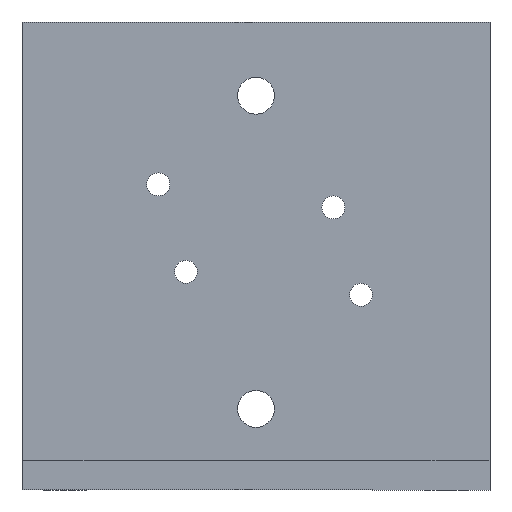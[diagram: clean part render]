
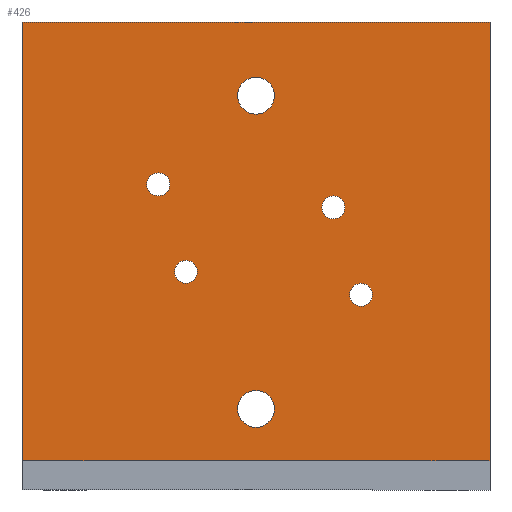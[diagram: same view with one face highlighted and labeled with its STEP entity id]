
A CAD part, left-side view. The second image highlights one B-rep face of the part: STEP entity #426.
In plain terms, the highlighted planar face has unit normal (-1, 0, 0).
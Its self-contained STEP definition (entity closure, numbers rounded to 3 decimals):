
#25=FACE_BOUND('',#87,.T.);
#26=FACE_BOUND('',#88,.T.);
#27=FACE_BOUND('',#89,.T.);
#28=FACE_BOUND('',#90,.T.);
#29=FACE_BOUND('',#91,.T.);
#30=FACE_BOUND('',#92,.T.);
#40=PLANE('',#488);
#58=FACE_OUTER_BOUND('',#86,.T.);
#86=EDGE_LOOP('',(#375,#376,#377,#378));
#87=EDGE_LOOP('',(#379));
#88=EDGE_LOOP('',(#380));
#89=EDGE_LOOP('',(#381));
#90=EDGE_LOOP('',(#382));
#91=EDGE_LOOP('',(#383));
#92=EDGE_LOOP('',(#384));
#111=LINE('',#705,#139);
#123=LINE('',#729,#151);
#125=LINE('',#732,#153);
#126=LINE('',#733,#154);
#139=VECTOR('',#587,10.);
#151=VECTOR('',#607,10.);
#153=VECTOR('',#611,10.);
#154=VECTOR('',#612,10.);
#157=CIRCLE('',#446,1.25);
#160=CIRCLE('',#450,1.25);
#163=CIRCLE('',#454,1.25);
#166=CIRCLE('',#458,1.25);
#181=CIRCLE('',#478,2.);
#184=CIRCLE('',#482,2.);
#187=VERTEX_POINT('',#623);
#190=VERTEX_POINT('',#631);
#193=VERTEX_POINT('',#639);
#196=VERTEX_POINT('',#647);
#211=VERTEX_POINT('',#687);
#214=VERTEX_POINT('',#695);
#217=VERTEX_POINT('',#702);
#218=VERTEX_POINT('',#704);
#225=VERTEX_POINT('',#726);
#226=VERTEX_POINT('',#728);
#230=EDGE_CURVE('',#187,#187,#157,.T.);
#234=EDGE_CURVE('',#190,#190,#160,.T.);
#238=EDGE_CURVE('',#193,#193,#163,.T.);
#242=EDGE_CURVE('',#196,#196,#166,.T.);
#262=EDGE_CURVE('',#211,#211,#181,.T.);
#266=EDGE_CURVE('',#214,#214,#184,.T.);
#269=EDGE_CURVE('',#218,#217,#111,.T.);
#281=EDGE_CURVE('',#226,#225,#123,.T.);
#283=EDGE_CURVE('',#226,#217,#125,.T.);
#284=EDGE_CURVE('',#225,#218,#126,.T.);
#375=ORIENTED_EDGE('',*,*,#269,.T.);
#376=ORIENTED_EDGE('',*,*,#283,.F.);
#377=ORIENTED_EDGE('',*,*,#281,.T.);
#378=ORIENTED_EDGE('',*,*,#284,.T.);
#379=ORIENTED_EDGE('',*,*,#230,.T.);
#380=ORIENTED_EDGE('',*,*,#234,.T.);
#381=ORIENTED_EDGE('',*,*,#238,.T.);
#382=ORIENTED_EDGE('',*,*,#242,.T.);
#383=ORIENTED_EDGE('',*,*,#262,.T.);
#384=ORIENTED_EDGE('',*,*,#266,.T.);
#426=ADVANCED_FACE('',(#58,#25,#26,#27,#28,#29,#30),#40,.T.);
#446=AXIS2_PLACEMENT_3D('',#625,#500,#501);
#450=AXIS2_PLACEMENT_3D('',#633,#509,#510);
#454=AXIS2_PLACEMENT_3D('',#641,#518,#519);
#458=AXIS2_PLACEMENT_3D('',#649,#527,#528);
#478=AXIS2_PLACEMENT_3D('',#689,#572,#573);
#482=AXIS2_PLACEMENT_3D('',#697,#581,#582);
#488=AXIS2_PLACEMENT_3D('',#731,#609,#610);
#500=DIRECTION('center_axis',(1.,0.,0.));
#501=DIRECTION('ref_axis',(0.,1.,0.));
#509=DIRECTION('center_axis',(1.,0.,0.));
#510=DIRECTION('ref_axis',(0.,1.,0.));
#518=DIRECTION('center_axis',(1.,0.,0.));
#519=DIRECTION('ref_axis',(0.,1.,0.));
#527=DIRECTION('center_axis',(1.,0.,0.));
#528=DIRECTION('ref_axis',(0.,1.,0.));
#572=DIRECTION('center_axis',(1.,0.,0.));
#573=DIRECTION('ref_axis',(0.,1.,0.));
#581=DIRECTION('center_axis',(1.,0.,0.));
#582=DIRECTION('ref_axis',(0.,1.,0.));
#587=DIRECTION('',(0.,0.,-1.));
#607=DIRECTION('',(0.,0.,1.));
#609=DIRECTION('center_axis',(-1.,0.,0.));
#610=DIRECTION('ref_axis',(0.,-1.,0.));
#611=DIRECTION('',(0.,1.,0.));
#612=DIRECTION('',(0.,1.,0.));
#623=CARTESIAN_POINT('',(25.825,6.351,23.674));
#625=CARTESIAN_POINT('Origin',(25.825,7.601,23.674));
#631=CARTESIAN_POINT('',(25.825,-9.649,30.674));
#633=CARTESIAN_POINT('Origin',(25.825,-8.399,30.674));
#639=CARTESIAN_POINT('',(25.825,-12.649,21.174));
#641=CARTESIAN_POINT('Origin',(25.825,-11.399,21.174));
#647=CARTESIAN_POINT('',(25.825,9.351,33.174));
#649=CARTESIAN_POINT('Origin',(25.825,10.601,33.174));
#687=CARTESIAN_POINT('',(25.825,-2.,42.8));
#689=CARTESIAN_POINT('Origin',(25.825,0.,42.8));
#695=CARTESIAN_POINT('',(25.825,-2.,8.8));
#697=CARTESIAN_POINT('Origin',(25.825,0.,8.8));
#702=CARTESIAN_POINT('',(25.825,25.4,3.17));
#704=CARTESIAN_POINT('',(25.825,25.4,50.8));
#705=CARTESIAN_POINT('',(25.825,25.4,0.));
#726=CARTESIAN_POINT('',(25.825,-25.4,50.8));
#728=CARTESIAN_POINT('',(25.825,-25.4,3.17));
#729=CARTESIAN_POINT('',(25.825,-25.4,0.));
#731=CARTESIAN_POINT('Origin',(25.825,14.,0.));
#732=CARTESIAN_POINT('',(25.825,7.,3.17));
#733=CARTESIAN_POINT('',(25.825,14.,50.8));
